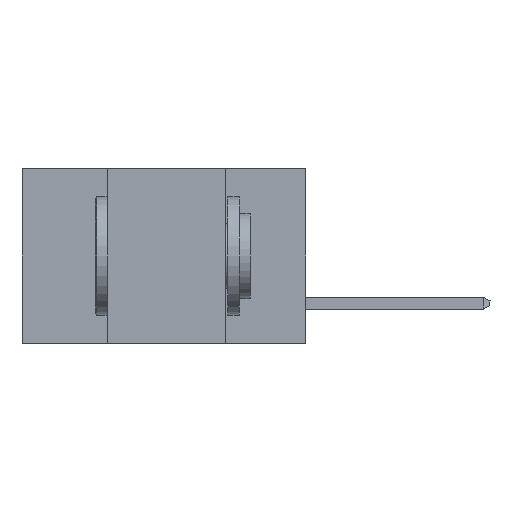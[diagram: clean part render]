
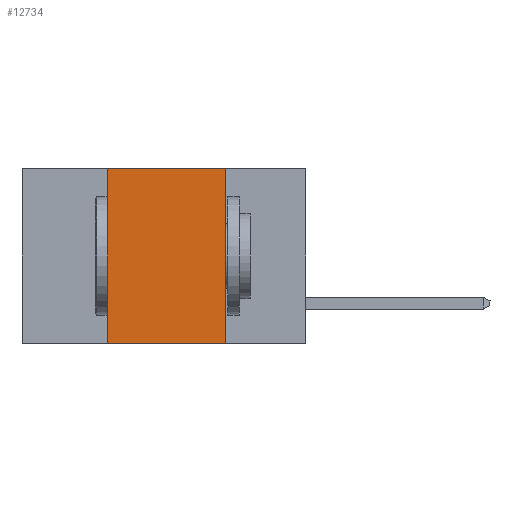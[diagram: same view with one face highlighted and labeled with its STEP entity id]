
A CAD part, left-side view. The second image highlights one B-rep face of the part: STEP entity #12734.
In plain terms, the highlighted planar face has unit normal (-1, 0, 0).
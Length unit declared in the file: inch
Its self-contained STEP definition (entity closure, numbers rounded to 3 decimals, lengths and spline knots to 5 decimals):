
#252 = ORIENTED_EDGE ( 'NONE', *, *, #9654, .F. ) ;
#503 = CARTESIAN_POINT ( 'NONE',  ( 0., 0.17, -0.37 ) ) ;
#903 = DIRECTION ( 'NONE',  ( 0., -1., 0. ) ) ;
#1354 = LINE ( 'NONE', #503, #8656 ) ;
#1367 = EDGE_LOOP ( 'NONE', ( #8933, #14000, #252, #11052 ) ) ;
#1729 = LINE ( 'NONE', #14581, #10411 ) ;
#2227 = VECTOR ( 'NONE', #903, 39.37008 ) ;
#3029 = FACE_OUTER_BOUND ( 'NONE', #1367, .T. ) ;
#3372 = CARTESIAN_POINT ( 'NONE',  ( 0., 0.17, -0.37 ) ) ;
#3601 = EDGE_CURVE ( 'NONE', #6003, #11074, #1729, .T. ) ;
#4995 = DIRECTION ( 'NONE',  ( 0., 0., -1. ) ) ;
#5251 = PLANE ( 'NONE',  #12632 ) ;
#6003 = VERTEX_POINT ( 'NONE', #11406 ) ;
#6681 = LINE ( 'NONE', #11289, #2227 ) ;
#7552 = CARTESIAN_POINT ( 'NONE',  ( 0., 0.42, -0.37 ) ) ;
#8165 = VERTEX_POINT ( 'NONE', #10397 ) ;
#8656 = VECTOR ( 'NONE', #4995, 39.37008 ) ;
#8739 = CARTESIAN_POINT ( 'NONE',  ( 0., 0.6, 0. ) ) ;
#8933 = ORIENTED_EDGE ( 'NONE', *, *, #8971, .F. ) ;
#8971 = EDGE_CURVE ( 'NONE', #14152, #11074, #1354, .T. ) ;
#9565 = VECTOR ( 'NONE', #12148, 39.37008 ) ;
#9654 = EDGE_CURVE ( 'NONE', #6003, #8165, #13492, .T. ) ;
#9937 = CARTESIAN_POINT ( 'NONE',  ( 0., 0.17, 0. ) ) ;
#10397 = CARTESIAN_POINT ( 'NONE',  ( 0., 0.42, 0. ) ) ;
#10411 = VECTOR ( 'NONE', #12186, 39.37008 ) ;
#11052 = ORIENTED_EDGE ( 'NONE', *, *, #3601, .T. ) ;
#11074 = VERTEX_POINT ( 'NONE', #3372 ) ;
#11289 = CARTESIAN_POINT ( 'NONE',  ( 0., 0.6, 0. ) ) ;
#11406 = CARTESIAN_POINT ( 'NONE',  ( 0., 0.42, -0.37 ) ) ;
#11627 = EDGE_CURVE ( 'NONE', #8165, #14152, #6681, .T. ) ;
#12148 = DIRECTION ( 'NONE',  ( 0., 0., 1. ) ) ;
#12186 = DIRECTION ( 'NONE',  ( 0., -1., 0. ) ) ;
#12632 = AXIS2_PLACEMENT_3D ( 'NONE', #8739, #13245, #13469 ) ;
#12734 = ADVANCED_FACE ( 'NONE', ( #3029 ), #5251, .F. ) ;
#13245 = DIRECTION ( 'NONE',  ( 1., 0., 0. ) ) ;
#13469 = DIRECTION ( 'NONE',  ( 0., 0., -1. ) ) ;
#13492 = LINE ( 'NONE', #7552, #9565 ) ;
#14000 = ORIENTED_EDGE ( 'NONE', *, *, #11627, .F. ) ;
#14152 = VERTEX_POINT ( 'NONE', #9937 ) ;
#14581 = CARTESIAN_POINT ( 'NONE',  ( 0., 0.6, -0.37 ) ) ;
